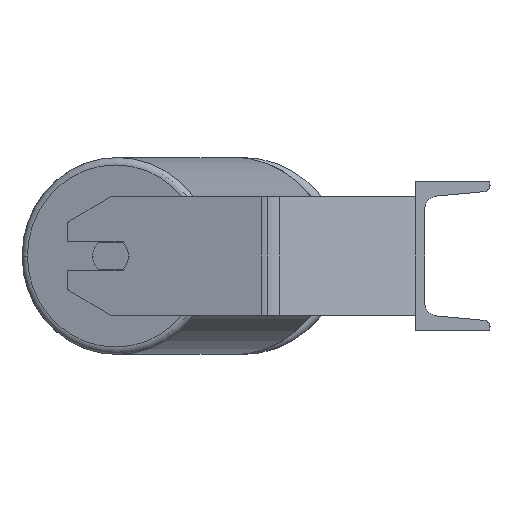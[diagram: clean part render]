
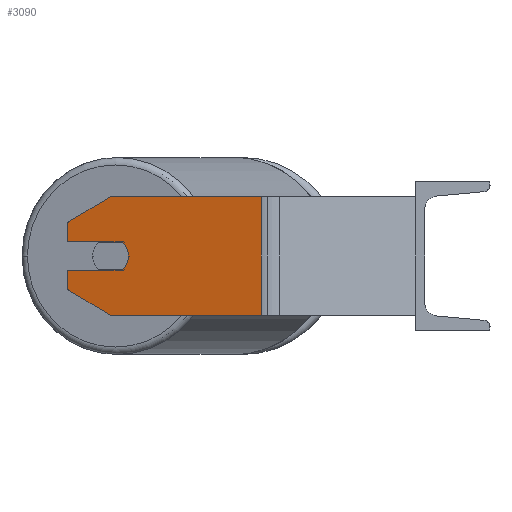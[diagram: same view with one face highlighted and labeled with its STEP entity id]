
A CAD part, left-side view. The second image highlights one B-rep face of the part: STEP entity #3090.
In plain terms, the highlighted planar face has unit normal (-0.966, 0.259, 0).
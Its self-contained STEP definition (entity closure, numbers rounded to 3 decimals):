
#50 = CIRCLE ( 'NONE', #5816, 12.5 ) ;
#83 = EDGE_CURVE ( 'NONE', #7276, #5747, #6677, .T. ) ;
#90 = CIRCLE ( 'NONE', #987, 12.5 ) ;
#862 = DIRECTION ( 'NONE',  ( 0., 0., -1. ) ) ;
#928 = CARTESIAN_POINT ( 'NONE',  ( -504.805, 235.264, 22.679 ) ) ;
#987 = AXIS2_PLACEMENT_3D ( 'NONE', #1434, #2837, #1293 ) ;
#1086 = CARTESIAN_POINT ( 'NONE',  ( -512.569, 206.286, 40. ) ) ;
#1110 = ORIENTED_EDGE ( 'NONE', *, *, #5007, .F. ) ;
#1111 = VECTOR ( 'NONE', #6347, 1000. ) ;
#1293 = DIRECTION ( 'NONE',  ( -0.259, -0.966, 0. ) ) ;
#1296 = EDGE_LOOP ( 'NONE', ( #8736, #6627, #6418, #6490, #1903, #5046, #5229, #5591, #1110, #8516, #9063 ) ) ;
#1406 = AXIS2_PLACEMENT_3D ( 'NONE', #5537, #2799, #4858 ) ;
#1434 = CARTESIAN_POINT ( 'NONE',  ( -512.569, 206.286, 0. ) ) ;
#1474 = EDGE_CURVE ( 'NONE', #4830, #1483, #4234, .T. ) ;
#1483 = VERTEX_POINT ( 'NONE', #6360 ) ;
#1533 = CARTESIAN_POINT ( 'NONE',  ( -514.672, 198.439, 9.5 ) ) ;
#1557 = LINE ( 'NONE', #6510, #2762 ) ;
#1744 = VERTEX_POINT ( 'NONE', #3251 ) ;
#1761 = LINE ( 'NONE', #8888, #6399 ) ;
#1903 = ORIENTED_EDGE ( 'NONE', *, *, #1474, .F. ) ;
#2031 = VECTOR ( 'NONE', #8721, 1000. ) ;
#2149 = CARTESIAN_POINT ( 'NONE',  ( -515.805, 194.212, 0. ) ) ;
#2340 = CARTESIAN_POINT ( 'NONE',  ( -512.569, 206.286, -40. ) ) ;
#2716 = PLANE ( 'NONE',  #1406 ) ;
#2762 = VECTOR ( 'NONE', #4334, 1000. ) ;
#2799 = DIRECTION ( 'NONE',  ( 0.966, -0.259, 0. ) ) ;
#2813 = EDGE_CURVE ( 'NONE', #7168, #6868, #5761, .T. ) ;
#2837 = DIRECTION ( 'NONE',  ( -0.966, 0.259, 0. ) ) ;
#2952 = EDGE_CURVE ( 'NONE', #8273, #1744, #6714, .T. ) ;
#3090 = ADVANCED_FACE ( 'NONE', ( #9027 ), #2716, .F. ) ;
#3189 = CARTESIAN_POINT ( 'NONE',  ( -504.805, 235.264, -40. ) ) ;
#3251 = CARTESIAN_POINT ( 'NONE',  ( -504.805, 235.264, 9.5 ) ) ;
#3828 = CARTESIAN_POINT ( 'NONE',  ( -539.868, 104.406, -40. ) ) ;
#4099 = EDGE_CURVE ( 'NONE', #6868, #7276, #8905, .T. ) ;
#4234 = LINE ( 'NONE', #7659, #7097 ) ;
#4334 = DIRECTION ( 'NONE',  ( -0.259, -0.966, 0. ) ) ;
#4395 = CARTESIAN_POINT ( 'NONE',  ( -504.805, 235.264, 40. ) ) ;
#4589 = CARTESIAN_POINT ( 'NONE',  ( -514.672, 198.439, -9.5 ) ) ;
#4726 = VERTEX_POINT ( 'NONE', #4589 ) ;
#4830 = VERTEX_POINT ( 'NONE', #1086 ) ;
#4858 = DIRECTION ( 'NONE',  ( 0.259, 0.966, 0. ) ) ;
#4904 = LINE ( 'NONE', #5045, #6726 ) ;
#4943 = VERTEX_POINT ( 'NONE', #1533 ) ;
#5007 = EDGE_CURVE ( 'NONE', #6289, #4943, #50, .T. ) ;
#5018 = DIRECTION ( 'NONE',  ( -0.259, -0.966, 0. ) ) ;
#5045 = CARTESIAN_POINT ( 'NONE',  ( -539.868, 104.406, 40. ) ) ;
#5046 = ORIENTED_EDGE ( 'NONE', *, *, #8213, .T. ) ;
#5142 = VECTOR ( 'NONE', #8084, 1000. ) ;
#5229 = ORIENTED_EDGE ( 'NONE', *, *, #2952, .T. ) ;
#5296 = LINE ( 'NONE', #8231, #5142 ) ;
#5400 = DIRECTION ( 'NONE',  ( 0.259, 0.966, 0. ) ) ;
#5537 = CARTESIAN_POINT ( 'NONE',  ( -504.805, 235.264, 40. ) ) ;
#5591 = ORIENTED_EDGE ( 'NONE', *, *, #5599, .F. ) ;
#5599 = EDGE_CURVE ( 'NONE', #4943, #1744, #1761, .T. ) ;
#5747 = VERTEX_POINT ( 'NONE', #3828 ) ;
#5761 = LINE ( 'NONE', #4395, #6828 ) ;
#5816 = AXIS2_PLACEMENT_3D ( 'NONE', #6170, #7544, #8297 ) ;
#6170 = CARTESIAN_POINT ( 'NONE',  ( -512.569, 206.286, 0. ) ) ;
#6253 = DIRECTION ( 'NONE',  ( 0., 0., -1. ) ) ;
#6289 = VERTEX_POINT ( 'NONE', #2149 ) ;
#6347 = DIRECTION ( 'NONE',  ( -0.224, -0.837, -0.5 ) ) ;
#6360 = CARTESIAN_POINT ( 'NONE',  ( -539.868, 104.406, 40. ) ) ;
#6399 = VECTOR ( 'NONE', #5400, 1000. ) ;
#6418 = ORIENTED_EDGE ( 'NONE', *, *, #83, .T. ) ;
#6490 = ORIENTED_EDGE ( 'NONE', *, *, #8499, .F. ) ;
#6510 = CARTESIAN_POINT ( 'NONE',  ( -514.672, 198.439, -9.5 ) ) ;
#6627 = ORIENTED_EDGE ( 'NONE', *, *, #4099, .T. ) ;
#6677 = LINE ( 'NONE', #3189, #2031 ) ;
#6714 = LINE ( 'NONE', #7678, #7418 ) ;
#6726 = VECTOR ( 'NONE', #7782, 1000. ) ;
#6828 = VECTOR ( 'NONE', #862, 1000. ) ;
#6868 = VERTEX_POINT ( 'NONE', #8623 ) ;
#6948 = CARTESIAN_POINT ( 'NONE',  ( -504.805, 235.264, -9.5 ) ) ;
#7097 = VECTOR ( 'NONE', #5018, 1000. ) ;
#7099 = EDGE_CURVE ( 'NONE', #4726, #6289, #90, .T. ) ;
#7168 = VERTEX_POINT ( 'NONE', #6948 ) ;
#7230 = EDGE_CURVE ( 'NONE', #7168, #4726, #1557, .T. ) ;
#7276 = VERTEX_POINT ( 'NONE', #2340 ) ;
#7418 = VECTOR ( 'NONE', #6253, 1000. ) ;
#7544 = DIRECTION ( 'NONE',  ( -0.966, 0.259, 0. ) ) ;
#7659 = CARTESIAN_POINT ( 'NONE',  ( -504.805, 235.264, 40. ) ) ;
#7678 = CARTESIAN_POINT ( 'NONE',  ( -504.805, 235.264, 40. ) ) ;
#7782 = DIRECTION ( 'NONE',  ( 0., 0., -1. ) ) ;
#8084 = DIRECTION ( 'NONE',  ( 0.224, 0.837, -0.5 ) ) ;
#8213 = EDGE_CURVE ( 'NONE', #4830, #8273, #5296, .T. ) ;
#8221 = CARTESIAN_POINT ( 'NONE',  ( -512.569, 206.286, -40. ) ) ;
#8231 = CARTESIAN_POINT ( 'NONE',  ( -504.805, 235.264, 22.679 ) ) ;
#8273 = VERTEX_POINT ( 'NONE', #928 ) ;
#8297 = DIRECTION ( 'NONE',  ( -0.259, -0.966, 0. ) ) ;
#8499 = EDGE_CURVE ( 'NONE', #1483, #5747, #4904, .T. ) ;
#8516 = ORIENTED_EDGE ( 'NONE', *, *, #7099, .F. ) ;
#8623 = CARTESIAN_POINT ( 'NONE',  ( -504.805, 235.264, -22.679 ) ) ;
#8721 = DIRECTION ( 'NONE',  ( -0.259, -0.966, 0. ) ) ;
#8736 = ORIENTED_EDGE ( 'NONE', *, *, #2813, .T. ) ;
#8888 = CARTESIAN_POINT ( 'NONE',  ( -504.805, 235.264, 9.5 ) ) ;
#8905 = LINE ( 'NONE', #8221, #1111 ) ;
#9027 = FACE_OUTER_BOUND ( 'NONE', #1296, .T. ) ;
#9063 = ORIENTED_EDGE ( 'NONE', *, *, #7230, .F. ) ;
